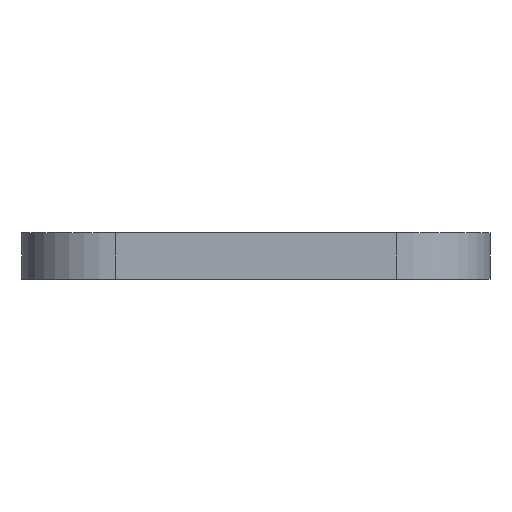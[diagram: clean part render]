
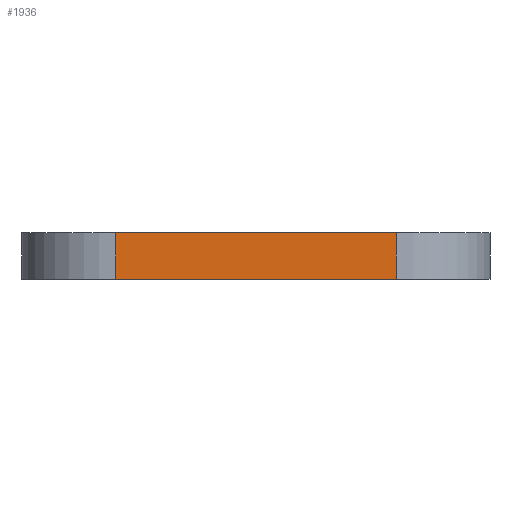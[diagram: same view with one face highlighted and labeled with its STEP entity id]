
A CAD part, left-side view. The second image highlights one B-rep face of the part: STEP entity #1936.
In plain terms, the highlighted planar face has unit normal (-1, 0, 0).
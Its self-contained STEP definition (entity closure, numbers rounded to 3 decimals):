
#118=FACE_OUTER_BOUND('',#214,.T.);
#214=EDGE_LOOP('',(#1366,#1367,#1368,#1369));
#394=LINE('',#2739,#640);
#395=LINE('',#2741,#641);
#396=LINE('',#2743,#642);
#397=LINE('',#2744,#643);
#640=VECTOR('',#2259,10.);
#641=VECTOR('',#2260,10.);
#642=VECTOR('',#2261,10.);
#643=VECTOR('',#2262,10.);
#876=VERTEX_POINT('',#2737);
#877=VERTEX_POINT('',#2738);
#878=VERTEX_POINT('',#2740);
#879=VERTEX_POINT('',#2742);
#1074=EDGE_CURVE('',#876,#877,#394,.T.);
#1075=EDGE_CURVE('',#878,#876,#395,.T.);
#1076=EDGE_CURVE('',#879,#878,#396,.T.);
#1077=EDGE_CURVE('',#879,#877,#397,.T.);
#1366=ORIENTED_EDGE('',*,*,#1074,.F.);
#1367=ORIENTED_EDGE('',*,*,#1075,.F.);
#1368=ORIENTED_EDGE('',*,*,#1076,.F.);
#1369=ORIENTED_EDGE('',*,*,#1077,.T.);
#1858=PLANE('',#2055);
#1936=ADVANCED_FACE('',(#118),#1858,.T.);
#2055=AXIS2_PLACEMENT_3D('',#2736,#2257,#2258);
#2257=DIRECTION('center_axis',(-1.,0.,0.));
#2258=DIRECTION('ref_axis',(0.,-1.,0.));
#2259=DIRECTION('',(0.,0.,-1.));
#2260=DIRECTION('',(0.,-1.,0.));
#2261=DIRECTION('',(0.,0.,1.));
#2262=DIRECTION('',(0.,-1.,0.));
#2736=CARTESIAN_POINT('Origin',(-22.5,10.,0.));
#2737=CARTESIAN_POINT('',(-22.5,-6.,2.));
#2738=CARTESIAN_POINT('',(-22.5,-6.,0.));
#2739=CARTESIAN_POINT('',(-22.5,-6.,0.));
#2740=CARTESIAN_POINT('',(-22.5,6.,2.));
#2741=CARTESIAN_POINT('',(-22.5,10.,2.));
#2742=CARTESIAN_POINT('',(-22.5,6.,0.));
#2743=CARTESIAN_POINT('',(-22.5,6.,0.));
#2744=CARTESIAN_POINT('',(-22.5,10.,0.));
